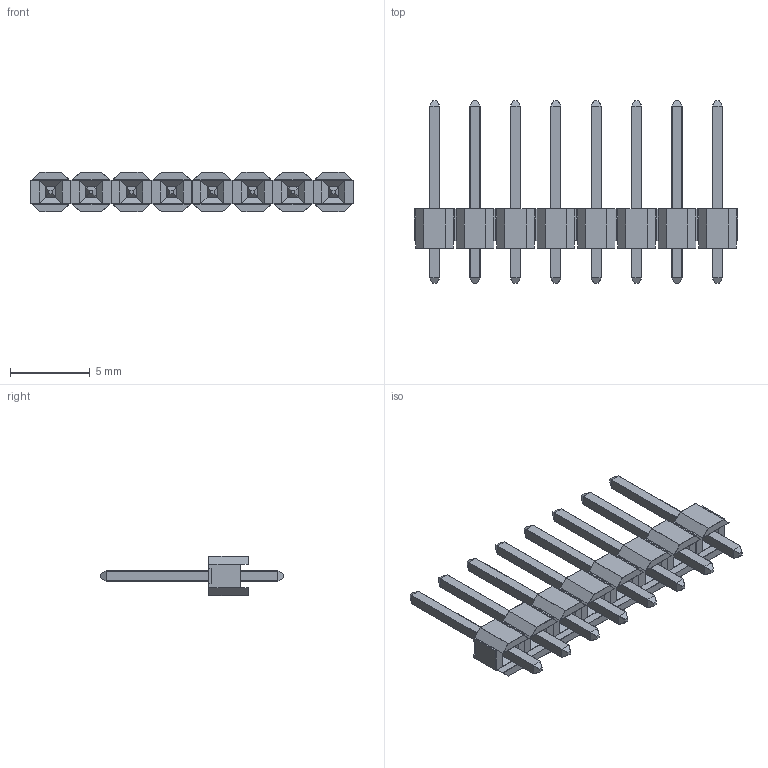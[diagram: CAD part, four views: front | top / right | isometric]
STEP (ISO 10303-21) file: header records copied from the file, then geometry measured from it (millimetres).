
FILE_DESCRIPTION (( 'STEP AP214' ), '1' );
FILE_NAME ('header-2.54-1x8.STEP', '2021-07-10T12:12:09', ( '' ), ( '' ), 'SwSTEP 2.0', 'SolidWorks 2021', '' );
FILE_SCHEMA (( 'AUTOMOTIVE_DESIGN' ));
Length unit declared in the file: millimetre
Products named in the file (3): header-2.54-body_默认; header-2.54-pin_默认; header-2.54-1x8
Assembly tree (16 placements, depth 2):
  header-2.54-1x8
    header-2.54-body_默认  x8
    header-2.54-pin_默认  x8
Bounding box: 20.32 x 11.5 x 2.5 mm (x, y, z)
Volume: 125.4 mm3; surface area: 537.2 mm2
Topology: 16 solids, 16 shells, 1040 faces, 2408 edges, 1376 vertices
Faces by surface type: cylinder 496, plane 384, sphere 128, torus 32
Entity records: 3780 total; most frequent: CARTESIAN_POINT 751, DIRECTION 624, ORIENTED_EDGE 596, EDGE_CURVE 298, AXIS2_PLACEMENT_3D 221, VECTOR 182, LINE 182, VERTEX_POINT 172
